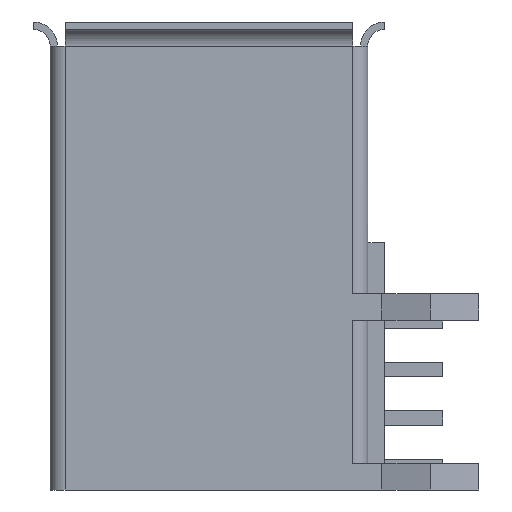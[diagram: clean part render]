
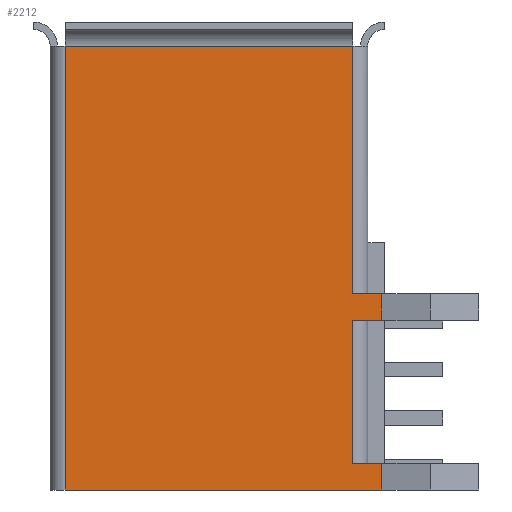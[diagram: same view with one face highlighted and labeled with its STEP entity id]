
A CAD part, left-side view. The second image highlights one B-rep face of the part: STEP entity #2212.
In plain terms, the highlighted planar face has unit normal (-1, 0, 0).
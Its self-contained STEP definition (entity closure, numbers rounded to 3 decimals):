
#285=DIRECTION('',(0.,-1.,0.));
#286=VECTOR('',#285,11.86);
#287=CARTESIAN_POINT('',(-2.86,12.48,18.3));
#288=LINE('',#287,#286);
#293=DIRECTION('',(0.,1.,0.));
#294=VECTOR('',#293,1.2);
#295=CARTESIAN_POINT('',(-2.86,-0.58,1.1));
#296=LINE('',#295,#294);
#297=DIRECTION('',(0.,0.,1.));
#298=VECTOR('',#297,1.1);
#299=CARTESIAN_POINT('',(-2.86,-0.58,0.));
#300=LINE('',#299,#298);
#301=DIRECTION('',(0.,-1.,0.));
#302=VECTOR('',#301,13.06);
#303=CARTESIAN_POINT('',(-2.86,12.48,0.));
#304=LINE('',#303,#302);
#331=DIRECTION('',(0.,0.,-1.));
#332=VECTOR('',#331,5.9);
#333=CARTESIAN_POINT('',(-2.86,0.62,7.));
#334=LINE('',#333,#332);
#339=DIRECTION('',(0.,0.,-1.));
#340=VECTOR('',#339,10.2);
#341=CARTESIAN_POINT('',(-2.86,0.62,18.3));
#342=LINE('',#341,#340);
#356=DIRECTION('',(0.,1.,0.));
#357=VECTOR('',#356,1.2);
#358=CARTESIAN_POINT('',(-2.86,-0.58,7.));
#359=LINE('',#358,#357);
#389=DIRECTION('',(0.,0.,-1.));
#390=VECTOR('',#389,1.1);
#391=CARTESIAN_POINT('',(-2.86,-0.58,8.1));
#392=LINE('',#391,#390);
#422=DIRECTION('',(0.,-1.,0.));
#423=VECTOR('',#422,1.2);
#424=CARTESIAN_POINT('',(-2.86,0.62,8.1));
#425=LINE('',#424,#423);
#925=DIRECTION('',(0.,0.,1.));
#926=VECTOR('',#925,18.3);
#927=CARTESIAN_POINT('',(-2.86,12.48,0.));
#928=LINE('',#927,#926);
#1451=CARTESIAN_POINT('',(-2.86,0.62,1.1));
#1452=VERTEX_POINT('',#1451);
#1455=CARTESIAN_POINT('',(-2.86,12.48,18.3));
#1456=VERTEX_POINT('',#1455);
#1457=CARTESIAN_POINT('',(-2.86,0.62,18.3));
#1458=VERTEX_POINT('',#1457);
#1485=CARTESIAN_POINT('',(-2.86,0.62,7.));
#1486=VERTEX_POINT('',#1485);
#1521=CARTESIAN_POINT('',(-2.86,-0.58,1.1));
#1522=VERTEX_POINT('',#1521);
#1533=CARTESIAN_POINT('',(-2.86,12.48,0.));
#1534=VERTEX_POINT('',#1533);
#1537=CARTESIAN_POINT('',(-2.86,0.62,8.1));
#1538=VERTEX_POINT('',#1537);
#1555=CARTESIAN_POINT('',(-2.86,-0.58,7.));
#1556=VERTEX_POINT('',#1555);
#1593=CARTESIAN_POINT('',(-2.86,-0.58,8.1));
#1594=VERTEX_POINT('',#1593);
#1595=CARTESIAN_POINT('',(-2.86,-0.58,0.));
#1596=VERTEX_POINT('',#1595);
#2186=CARTESIAN_POINT('',(-2.86,-0.58,0.));
#2187=DIRECTION('',(1.,0.,0.));
#2188=DIRECTION('',(0.,0.,-1.));
#2189=AXIS2_PLACEMENT_3D('',#2186,#2187,#2188);
#2190=PLANE('',#2189);
#2192=ORIENTED_EDGE('',*,*,#2191,.F.);
#2194=ORIENTED_EDGE('',*,*,#2193,.F.);
#2196=ORIENTED_EDGE('',*,*,#2195,.F.);
#2198=ORIENTED_EDGE('',*,*,#2197,.T.);
#2199=ORIENTED_EDGE('',*,*,#2174,.T.);
#2201=ORIENTED_EDGE('',*,*,#2200,.T.);
#2203=ORIENTED_EDGE('',*,*,#2202,.T.);
#2205=ORIENTED_EDGE('',*,*,#2204,.T.);
#2207=ORIENTED_EDGE('',*,*,#2206,.T.);
#2209=ORIENTED_EDGE('',*,*,#2208,.T.);
#2210=EDGE_LOOP('',(#2192,#2194,#2196,#2198,#2199,#2201,#2203,#2205,#2207,
#2209));
#2211=FACE_OUTER_BOUND('',#2210,.F.);
#2212=ADVANCED_FACE('',(#2211),#2190,.F.);
#2174=EDGE_CURVE('',#1456,#1458,#288,.T.);
#2191=EDGE_CURVE('',#1522,#1452,#296,.T.);
#2193=EDGE_CURVE('',#1596,#1522,#300,.T.);
#2195=EDGE_CURVE('',#1534,#1596,#304,.T.);
#2197=EDGE_CURVE('',#1534,#1456,#928,.T.);
#2200=EDGE_CURVE('',#1458,#1538,#342,.T.);
#2202=EDGE_CURVE('',#1538,#1594,#425,.T.);
#2204=EDGE_CURVE('',#1594,#1556,#392,.T.);
#2206=EDGE_CURVE('',#1556,#1486,#359,.T.);
#2208=EDGE_CURVE('',#1486,#1452,#334,.T.);
